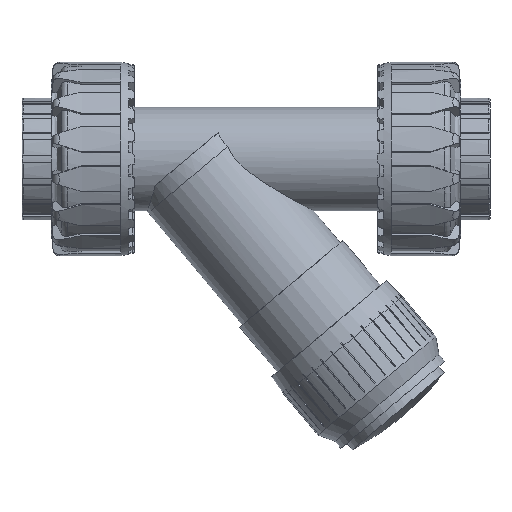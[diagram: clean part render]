
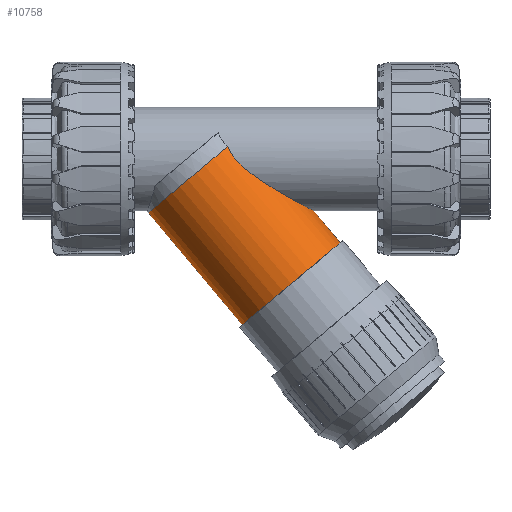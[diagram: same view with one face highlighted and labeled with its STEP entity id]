
A CAD part, front view. The second image highlights one B-rep face of the part: STEP entity #10758.
In plain terms, the highlighted cylindrical face has radius 28.323 mm (diameter 56.646 mm), a full revolution.
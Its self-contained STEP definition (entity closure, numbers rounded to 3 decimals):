
#163=B_SPLINE_CURVE_WITH_KNOTS('',3,(#16412,#16413,#16414,#16415,#16416,
#16417,#16418,#16419,#16420,#16421,#16422,#16423,#16424,#16425,#16426,#16427,
#16428,#16429,#16430,#16431,#16432,#16433,#16434,#16435,#16436,#16437,#16438,
#16439,#16440,#16441,#16442,#16443,#16444,#16445,#16446,#16447,#16448,#16449,
#16450,#16451,#16452,#16453,#16454,#16455,#16456,#16457),.UNSPECIFIED.,
 .F.,.F.,(4,3,3,3,3,3,3,3,3,3,3,3,3,3,3,4),(-12.161,-12.083,
-11.867,-11.121,-10.368,-10.238,
-9.962,-9.487,-8.748,-8.591,
-8.396,-7.817,-7.241,-7.118,
-6.785,-6.587),.UNSPECIFIED.);
#168=B_SPLINE_CURVE_WITH_KNOTS('',3,(#16542,#16543,#16544,#16545,#16546,
#16547,#16548,#16549,#16550,#16551,#16552,#16553,#16554,#16555,#16556,#16557,
#16558,#16559,#16560,#16561,#16562,#16563,#16564,#16565,#16566,#16567,#16568,
#16569,#16570,#16571,#16572,#16573,#16574,#16575,#16576,#16577,#16578,#16579,
#16580,#16581,#16582,#16583,#16584,#16585,#16586,#16587),.UNSPECIFIED.,
 .F.,.F.,(4,3,3,3,3,3,3,3,3,3,3,3,3,3,3,4),(16.443,16.595,
17.019,17.088,17.653,18.169,18.443,
18.605,19.346,19.81,20.083,20.231,
20.984,21.809,21.98,22.017),
 .UNSPECIFIED.);
#236=CYLINDRICAL_SURFACE('',#11381,28.323);
#2300=FACE_BOUND('',#2953,.T.);
#2336=FACE_OUTER_BOUND('',#2952,.T.);
#2952=EDGE_LOOP('',(#6978));
#2953=EDGE_LOOP('',(#6979,#6980,#6981));
#3561=CIRCLE('',#11361,28.323);
#3570=CIRCLE('',#11382,28.323);
#4094=VERTEX_POINT('',#16383);
#4103=VERTEX_POINT('',#16410);
#4104=VERTEX_POINT('',#16411);
#4110=VERTEX_POINT('',#16531);
#5237=EDGE_CURVE('',#4094,#4094,#3561,.T.);
#5246=EDGE_CURVE('',#4103,#4104,#163,.T.);
#5253=EDGE_CURVE('',#4110,#4103,#168,.T.);
#5254=EDGE_CURVE('',#4104,#4110,#3570,.T.);
#6978=ORIENTED_EDGE('',*,*,#5237,.F.);
#6979=ORIENTED_EDGE('',*,*,#5253,.F.);
#6980=ORIENTED_EDGE('',*,*,#5254,.F.);
#6981=ORIENTED_EDGE('',*,*,#5246,.F.);
#10758=ADVANCED_FACE('',(#2336,#2300),#236,.T.);
#11361=AXIS2_PLACEMENT_3D('',#16384,#12717,#12718);
#11381=AXIS2_PLACEMENT_3D('',#16588,#12757,#12758);
#11382=AXIS2_PLACEMENT_3D('',#16589,#12759,#12760);
#12717=DIRECTION('center_axis',(0.643,0.,0.766));
#12718=DIRECTION('ref_axis',(-0.766,0.,0.643));
#12757=DIRECTION('center_axis',(-0.643,0.,-0.766));
#12758=DIRECTION('ref_axis',(-0.766,0.,0.643));
#12759=DIRECTION('center_axis',(-0.643,0.,-0.766));
#12760=DIRECTION('ref_axis',(-0.766,0.,0.643));
#16383=CARTESIAN_POINT('',(114.828,0.,37.03));
#16384=CARTESIAN_POINT('Origin',(93.131,0.,55.236));
#16410=CARTESIAN_POINT('',(103.055,0.,23.));
#16411=CARTESIAN_POINT('',(64.892,-22.323,-5.538));
#16412=CARTESIAN_POINT('Ctrl Pts',(103.055,0.,
23.));
#16413=CARTESIAN_POINT('Ctrl Pts',(103.055,-0.261,
23.));
#16414=CARTESIAN_POINT('Ctrl Pts',(103.047,-0.521,22.996));
#16415=CARTESIAN_POINT('Ctrl Pts',(103.03,-0.779,
22.987));
#16416=CARTESIAN_POINT('Ctrl Pts',(102.985,-1.487,22.963));
#16417=CARTESIAN_POINT('Ctrl Pts',(102.878,-2.18,22.907));
#16418=CARTESIAN_POINT('Ctrl Pts',(102.717,-2.857,22.822));
#16419=CARTESIAN_POINT('Ctrl Pts',(102.162,-5.196,22.529));
#16420=CARTESIAN_POINT('Ctrl Pts',(100.962,-7.335,21.896));
#16421=CARTESIAN_POINT('Ctrl Pts',(99.425,-9.218,21.072));
#16422=CARTESIAN_POINT('Ctrl Pts',(97.874,-11.117,20.241));
#16423=CARTESIAN_POINT('Ctrl Pts',(95.98,-12.755,19.215));
#16424=CARTESIAN_POINT('Ctrl Pts',(94.092,-14.103,18.169));
#16425=CARTESIAN_POINT('Ctrl Pts',(93.765,-14.336,17.988));
#16426=CARTESIAN_POINT('Ctrl Pts',(93.442,-14.559,17.808));
#16427=CARTESIAN_POINT('Ctrl Pts',(93.11,-14.78,17.623));
#16428=CARTESIAN_POINT('Ctrl Pts',(92.409,-15.246,17.231));
#16429=CARTESIAN_POINT('Ctrl Pts',(91.675,-15.701,16.818));
#16430=CARTESIAN_POINT('Ctrl Pts',(90.919,-16.138,16.388));
#16431=CARTESIAN_POINT('Ctrl Pts',(89.615,-16.891,15.646));
#16432=CARTESIAN_POINT('Ctrl Pts',(88.243,-17.592,14.853));
#16433=CARTESIAN_POINT('Ctrl Pts',(86.856,-18.226,14.029));
#16434=CARTESIAN_POINT('Ctrl Pts',(84.701,-19.211,12.75));
#16435=CARTESIAN_POINT('Ctrl Pts',(82.51,-20.033,11.395));
#16436=CARTESIAN_POINT('Ctrl Pts',(80.49,-20.681,10.064));
#16437=CARTESIAN_POINT('Ctrl Pts',(80.059,-20.819,9.781));
#16438=CARTESIAN_POINT('Ctrl Pts',(79.64,-20.948,9.501));
#16439=CARTESIAN_POINT('Ctrl Pts',(79.21,-21.076,9.209));
#16440=CARTESIAN_POINT('Ctrl Pts',(78.678,-21.233,8.848));
#16441=CARTESIAN_POINT('Ctrl Pts',(78.135,-21.386,8.473));
#16442=CARTESIAN_POINT('Ctrl Pts',(77.587,-21.532,8.085));
#16443=CARTESIAN_POINT('Ctrl Pts',(75.956,-21.966,6.931));
#16444=CARTESIAN_POINT('Ctrl Pts',(74.277,-22.335,5.662));
#16445=CARTESIAN_POINT('Ctrl Pts',(72.697,-22.593,4.31));
#16446=CARTESIAN_POINT('Ctrl Pts',(71.126,-22.849,2.965));
#16447=CARTESIAN_POINT('Ctrl Pts',(69.655,-22.996,1.535));
#16448=CARTESIAN_POINT('Ctrl Pts',(68.414,-23.,0.065));
#16449=CARTESIAN_POINT('Ctrl Pts',(68.151,-23.001,-0.247));
#16450=CARTESIAN_POINT('Ctrl Pts',(67.893,-22.995,-0.566));
#16451=CARTESIAN_POINT('Ctrl Pts',(67.641,-22.983,-0.893));
#16452=CARTESIAN_POINT('Ctrl Pts',(66.955,-22.948,-1.786));
#16453=CARTESIAN_POINT('Ctrl Pts',(66.32,-22.859,-2.738));
#16454=CARTESIAN_POINT('Ctrl Pts',(65.772,-22.696,-3.73));
#16455=CARTESIAN_POINT('Ctrl Pts',(65.447,-22.599,-4.32));
#16456=CARTESIAN_POINT('Ctrl Pts',(65.152,-22.475,-4.925));
#16457=CARTESIAN_POINT('Ctrl Pts',(64.892,-22.323,-5.538));
#16531=CARTESIAN_POINT('',(64.892,22.323,-5.538));
#16542=CARTESIAN_POINT('Ctrl Pts',(64.892,22.323,-5.538));
#16543=CARTESIAN_POINT('Ctrl Pts',(65.091,22.44,-5.067));
#16544=CARTESIAN_POINT('Ctrl Pts',(65.311,22.54,-4.601));
#16545=CARTESIAN_POINT('Ctrl Pts',(65.551,22.624,-4.143));
#16546=CARTESIAN_POINT('Ctrl Pts',(66.215,22.857,-2.869));
#16547=CARTESIAN_POINT('Ctrl Pts',(67.03,22.967,-1.655));
#16548=CARTESIAN_POINT('Ctrl Pts',(67.918,22.994,-0.54));
#16549=CARTESIAN_POINT('Ctrl Pts',(68.063,22.998,-0.357));
#16550=CARTESIAN_POINT('Ctrl Pts',(68.211,23.,-0.177));
#16551=CARTESIAN_POINT('Ctrl Pts',(68.36,23.,0.));
#16552=CARTESIAN_POINT('Ctrl Pts',(69.568,23.,1.441));
#16553=CARTESIAN_POINT('Ctrl Pts',(70.999,22.863,2.845));
#16554=CARTESIAN_POINT('Ctrl Pts',(72.531,22.619,4.167));
#16555=CARTESIAN_POINT('Ctrl Pts',(73.933,22.396,5.377));
#16556=CARTESIAN_POINT('Ctrl Pts',(75.416,22.084,6.521));
#16557=CARTESIAN_POINT('Ctrl Pts',(76.879,21.715,7.579));
#16558=CARTESIAN_POINT('Ctrl Pts',(77.656,21.519,8.14));
#16559=CARTESIAN_POINT('Ctrl Pts',(78.427,21.308,8.677));
#16560=CARTESIAN_POINT('Ctrl Pts',(79.176,21.086,9.186));
#16561=CARTESIAN_POINT('Ctrl Pts',(79.62,20.955,9.487));
#16562=CARTESIAN_POINT('Ctrl Pts',(80.051,20.822,9.775));
#16563=CARTESIAN_POINT('Ctrl Pts',(80.495,20.68,10.068));
#16564=CARTESIAN_POINT('Ctrl Pts',(82.523,20.029,11.404));
#16565=CARTESIAN_POINT('Ctrl Pts',(84.723,19.202,12.763));
#16566=CARTESIAN_POINT('Ctrl Pts',(86.886,18.212,14.047));
#16567=CARTESIAN_POINT('Ctrl Pts',(88.238,17.593,14.85));
#16568=CARTESIAN_POINT('Ctrl Pts',(89.576,16.91,15.624));
#16569=CARTESIAN_POINT('Ctrl Pts',(90.85,16.177,16.349));
#16570=CARTESIAN_POINT('Ctrl Pts',(91.6,15.746,16.776));
#16571=CARTESIAN_POINT('Ctrl Pts',(92.327,15.298,17.185));
#16572=CARTESIAN_POINT('Ctrl Pts',(93.024,14.837,17.574));
#16573=CARTESIAN_POINT('Ctrl Pts',(93.403,14.586,17.786));
#16574=CARTESIAN_POINT('Ctrl Pts',(93.772,14.332,17.992));
#16575=CARTESIAN_POINT('Ctrl Pts',(94.145,14.065,18.198));
#16576=CARTESIAN_POINT('Ctrl Pts',(96.034,12.711,19.245));
#16577=CARTESIAN_POINT('Ctrl Pts',(97.926,11.067,20.269));
#16578=CARTESIAN_POINT('Ctrl Pts',(99.47,9.162,21.097));
#16579=CARTESIAN_POINT('Ctrl Pts',(101.161,7.076,22.002));
#16580=CARTESIAN_POINT('Ctrl Pts',(102.437,4.677,22.674));
#16581=CARTESIAN_POINT('Ctrl Pts',(102.883,2.042,22.909));
#16582=CARTESIAN_POINT('Ctrl Pts',(102.975,1.495,22.958));
#16583=CARTESIAN_POINT('Ctrl Pts',(103.032,0.938,22.988));
#16584=CARTESIAN_POINT('Ctrl Pts',(103.05,0.372,22.997));
#16585=CARTESIAN_POINT('Ctrl Pts',(103.053,0.248,22.999));
#16586=CARTESIAN_POINT('Ctrl Pts',(103.055,0.124,23.));
#16587=CARTESIAN_POINT('Ctrl Pts',(103.055,0.,
23.));
#16588=CARTESIAN_POINT('Origin',(73.104,0.,31.369));
#16589=CARTESIAN_POINT('Origin',(51.538,0.,5.667));
